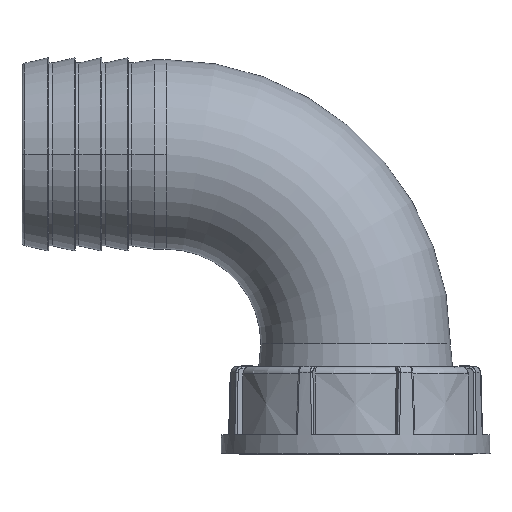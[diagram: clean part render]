
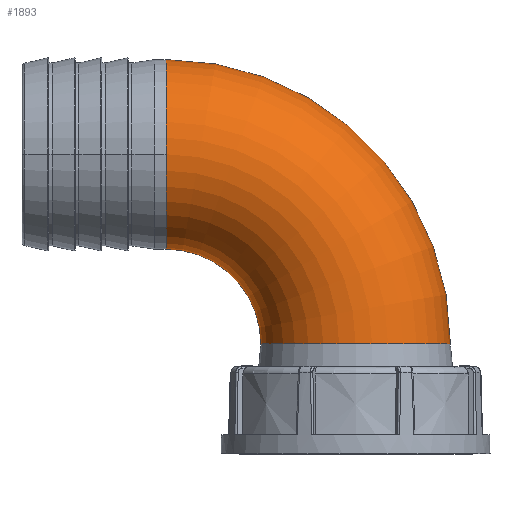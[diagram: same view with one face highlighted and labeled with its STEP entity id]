
A CAD part, top view. The second image highlights one B-rep face of the part: STEP entity #1893.
In plain terms, the highlighted toroidal (fillet/blend) face has major radius 50 mm and minor radius 25 mm.
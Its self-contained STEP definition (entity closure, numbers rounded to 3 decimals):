
#1893=ADVANCED_FACE('',(#2334),#2284,.T.);
#2284=TOROIDAL_SURFACE('',#7241,50.,25.);
#2334=FACE_OUTER_BOUND('',#2706,.T.);
#2706=EDGE_LOOP('',(#3261,#3262,#3263,#3264,#3265));
#3261=ORIENTED_EDGE('',*,*,#5871,.F.);
#3262=ORIENTED_EDGE('',*,*,#5943,.T.);
#3263=ORIENTED_EDGE('',*,*,#5944,.T.);
#3264=ORIENTED_EDGE('',*,*,#5873,.T.);
#3265=ORIENTED_EDGE('',*,*,#5887,.F.);
#5195=VERTEX_POINT('',#9462);
#5196=VERTEX_POINT('',#9464);
#5197=VERTEX_POINT('',#9466);
#5198=VERTEX_POINT('',#9468);
#5251=VERTEX_POINT('',#9610);
#5871=EDGE_CURVE('',#5195,#5196,#6886,.T.);
#5873=EDGE_CURVE('',#5198,#5197,#6888,.T.);
#5887=EDGE_CURVE('',#5196,#5197,#6896,.T.);
#5943=EDGE_CURVE('',#5195,#5251,#6928,.T.);
#5944=EDGE_CURVE('',#5251,#5198,#6929,.T.);
#6886=CIRCLE('',#7171,75.);
#6888=CIRCLE('',#7173,25.);
#6896=CIRCLE('',#7185,25.);
#6928=CIRCLE('',#7233,25.);
#6929=CIRCLE('',#7235,25.);
#7171=AXIS2_PLACEMENT_3D('',#9463,#7796,#7797);
#7173=AXIS2_PLACEMENT_3D('',#9467,#7800,#7801);
#7185=AXIS2_PLACEMENT_3D('',#9497,#7830,#7831);
#7233=AXIS2_PLACEMENT_3D('',#9611,#7950,#7951);
#7235=AXIS2_PLACEMENT_3D('',#9613,#7954,#7955);
#7241=AXIS2_PLACEMENT_3D('',#9619,#7966,#7967);
#7796=DIRECTION('',(0.,0.,-1.));
#7797=DIRECTION('',(-1.,0.,0.));
#7800=DIRECTION('',(0.,0.,-1.));
#7801=DIRECTION('',(-1.,0.,0.));
#7830=DIRECTION('',(0.,-1.,0.));
#7831=DIRECTION('',(1.,0.,0.));
#7950=DIRECTION('',(1.,0.,0.));
#7951=DIRECTION('',(0.,0.,-1.));
#7954=DIRECTION('',(1.,0.,0.));
#7955=DIRECTION('',(0.,0.,-1.));
#7966=DIRECTION('',(0.,0.,-1.));
#7967=DIRECTION('',(1.,0.,0.));
#9462=CARTESIAN_POINT('',(38.,25.,0.));
#9463=CARTESIAN_POINT('',(38.,-50.,0.));
#9464=CARTESIAN_POINT('',(113.,-50.,0.));
#9466=CARTESIAN_POINT('',(63.,-50.,0.));
#9467=CARTESIAN_POINT('',(38.,-50.,0.));
#9468=CARTESIAN_POINT('',(38.,-25.,0.));
#9497=CARTESIAN_POINT('',(88.,-50.,0.));
#9610=CARTESIAN_POINT('',(38.,0.,25.));
#9611=CARTESIAN_POINT('',(38.,0.,0.));
#9613=CARTESIAN_POINT('',(38.,0.,0.));
#9619=CARTESIAN_POINT('',(38.,-50.,0.));
